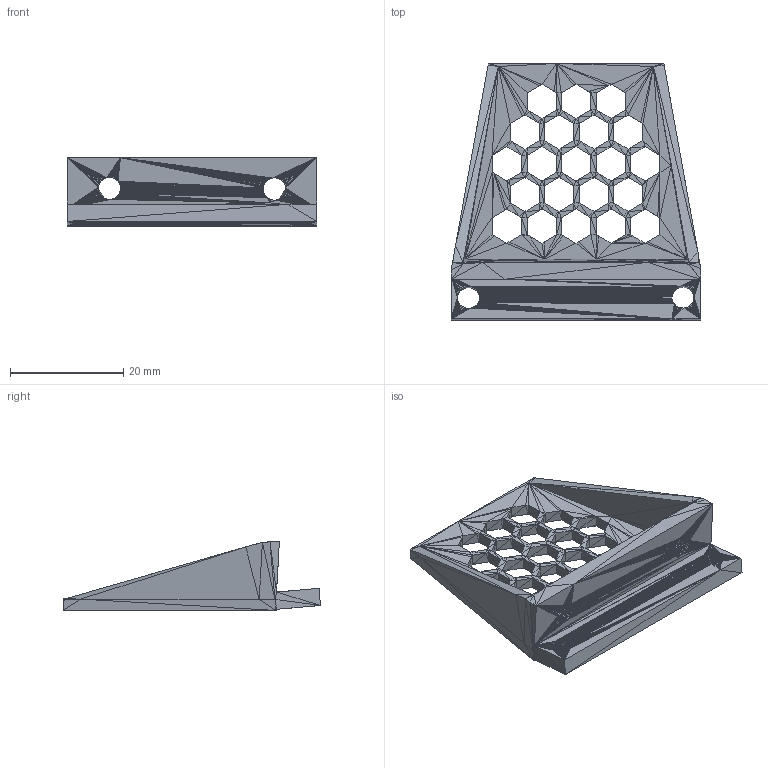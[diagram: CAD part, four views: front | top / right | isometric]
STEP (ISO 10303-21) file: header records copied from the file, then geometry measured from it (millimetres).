
FILE_DESCRIPTION((''),'2;1');
FILE_NAME('openmv-camera-mountv2', '2025-02-24T13:10:20', (''), (''), 'ImageToStl.com STEP Converter','', '');
FILE_SCHEMA(('AUTOMOTIVE_DESIGN_CC2'));
Length unit declared in the file: metre
Products named in the file (1): product0
Bounding box: 44 x 45.3 x 12.13 mm (x, y, z)
Surface area: 5270.1 mm2 (no closed solid volume)
Topology: 0 solids, 2286 shells, 2286 faces, 6852 edges, 1092 vertices
Faces by surface type: plane 2286
Entity records: 52504 total; most frequent: DIRECTION 11432, ORIENTED_EDGE 6858, EDGE_CURVE 6858, LINE 6858, VECTOR 6858, AXIS2_PLACEMENT_3D 2287, FACE_SURFACE 2286, PLANE 2286
